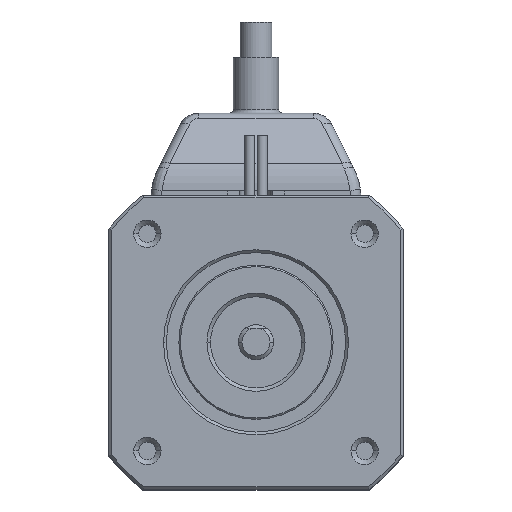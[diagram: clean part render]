
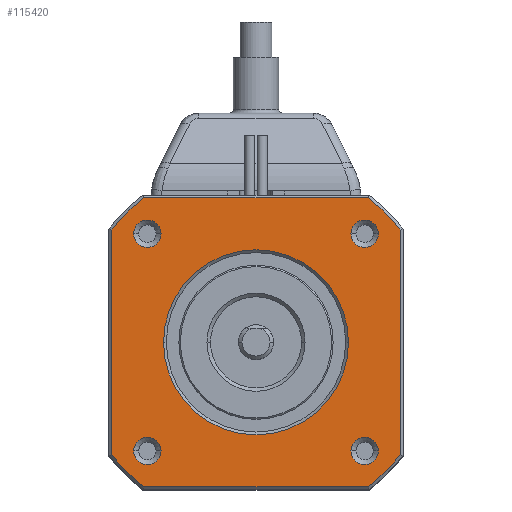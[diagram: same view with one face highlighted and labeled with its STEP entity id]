
A CAD part, top view. The second image highlights one B-rep face of the part: STEP entity #115420.
In plain terms, the highlighted planar face has unit normal (0, 0, 1).
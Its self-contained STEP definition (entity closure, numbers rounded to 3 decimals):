
#31010=CARTESIAN_POINT('',(-13.55,-15.5,0.));
#31020=VERTEX_POINT('',#31010);
#31050=CARTESIAN_POINT('',(-15.5,-15.5,0.));
#31060=DIRECTION('',(-0.,-0.,-1.));
#31070=DIRECTION('',(1.,0.,0.));
#31080=AXIS2_PLACEMENT_3D('',#31050,#31060,#31070);
#31090=CIRCLE('',#31080,1.95);
#31100=CARTESIAN_POINT('',(-17.45,-15.5,0.));
#31110=VERTEX_POINT('',#31100);
#31120=EDGE_CURVE('',#31020,#31110,#31090,.T.);
#39640=CARTESIAN_POINT('',(-15.5,15.5,0.));
#39650=DIRECTION('',(-0.,-0.,-1.));
#39660=DIRECTION('',(1.,0.,0.));
#39670=AXIS2_PLACEMENT_3D('',#39640,#39650,#39660);
#39680=CIRCLE('',#39670,1.95);
#39690=CARTESIAN_POINT('',(-15.5,17.45,0.));
#39700=VERTEX_POINT('',#39690);
#39710=CARTESIAN_POINT('',(-13.55,15.5,0.));
#39720=VERTEX_POINT('',#39710);
#39730=EDGE_CURVE('',#39700,#39720,#39680,.T.);
#39960=CARTESIAN_POINT('',(-17.45,15.5,0.));
#39970=VERTEX_POINT('',#39960);
#40000=EDGE_CURVE('',#39970,#39700,#39680,.T.);
#61240=CARTESIAN_POINT('',(17.45,15.5,0.));
#61250=VERTEX_POINT('',#61240);
#61330=CARTESIAN_POINT('',(13.55,15.5,0.));
#61340=VERTEX_POINT('',#61330);
#61370=CARTESIAN_POINT('',(15.5,15.5,0.));
#61380=DIRECTION('',(-0.,-0.,-1.));
#61390=DIRECTION('',(1.,0.,0.));
#61400=AXIS2_PLACEMENT_3D('',#61370,#61380,#61390);
#61410=CIRCLE('',#61400,1.95);
#61420=EDGE_CURVE('',#61340,#61250,#61410,.T.);
#75890=CARTESIAN_POINT('',(20.6,-16.027,0.));
#75900=VERTEX_POINT('',#75890);
#75930=CARTESIAN_POINT('',(20.6,0.,-0.));
#75940=DIRECTION('',(0.,-1.,0.));
#75950=VECTOR('',#75940,1.);
#75960=LINE('',#75930,#75950);
#75970=CARTESIAN_POINT('',(20.6,16.027,0.));
#75980=VERTEX_POINT('',#75970);
#75990=EDGE_CURVE('',#75980,#75900,#75960,.T.);
#79810=CARTESIAN_POINT('',(15.5,-15.5,0.));
#79820=DIRECTION('',(-0.,-0.,-1.));
#79830=DIRECTION('',(1.,0.,0.));
#79840=AXIS2_PLACEMENT_3D('',#79810,#79820,#79830);
#79850=CIRCLE('',#79840,1.95);
#79860=CARTESIAN_POINT('',(15.5,-17.45,0.));
#79870=VERTEX_POINT('',#79860);
#79880=CARTESIAN_POINT('',(13.55,-15.5,0.));
#79890=VERTEX_POINT('',#79880);
#79900=EDGE_CURVE('',#79870,#79890,#79850,.T.);
#80040=CARTESIAN_POINT('',(17.45,-15.5,0.));
#80050=VERTEX_POINT('',#80040);
#80080=EDGE_CURVE('',#80050,#79870,#79850,.T.);
#83550=CARTESIAN_POINT('',(16.027,20.6,0.));
#83560=VERTEX_POINT('',#83550);
#83590=CARTESIAN_POINT('',(0.,20.6,0.));
#83600=DIRECTION('',(1.,0.,-0.));
#83610=VECTOR('',#83600,1.);
#83620=LINE('',#83590,#83610);
#83630=CARTESIAN_POINT('',(-16.027,20.6,
0.));
#83640=VERTEX_POINT('',#83630);
#83650=EDGE_CURVE('',#83640,#83560,#83620,.T.);
#85340=CARTESIAN_POINT('',(0.,0.,
0.));
#85350=DIRECTION('',(-0.,-0.,1.));
#85360=DIRECTION('',(-1.,0.,-0.));
#85370=AXIS2_PLACEMENT_3D('',#85340,#85350,#85360);
#85380=CIRCLE('',#85370,26.1);
#85390=EDGE_CURVE('',#75980,#83560,#85380,.T.);
#86900=CARTESIAN_POINT('',(0.,0.,0.)
);
#86910=DIRECTION('',(-0.,-0.,1.));
#86920=DIRECTION('',(-1.,0.,-0.));
#86930=AXIS2_PLACEMENT_3D('',#86900,#86910,#86920);
#86940=CIRCLE('',#86930,26.1);
#86950=CARTESIAN_POINT('',(-20.6,16.027,0.));
#86960=VERTEX_POINT('',#86950);
#86970=EDGE_CURVE('',#83640,#86960,#86940,.T.);
#99990=CARTESIAN_POINT('',(16.027,-20.6,0.));
#100000=VERTEX_POINT('',#99990);
#100030=CARTESIAN_POINT('',(0.,0.,
0.));
#100040=DIRECTION('',(-0.,-0.,1.));
#100050=DIRECTION('',(-1.,0.,-0.));
#100060=AXIS2_PLACEMENT_3D('',#100030,#100040,#100050);
#100070=CIRCLE('',#100060,26.1);
#100080=EDGE_CURVE('',#100000,#75900,#100070,.T.);
#107720=CARTESIAN_POINT('',(-13.2,0.,
0.));
#107730=VERTEX_POINT('',#107720);
#107760=CARTESIAN_POINT('',(0.,0.,
0.));
#107770=DIRECTION('',(-0.,-0.,-1.));
#107780=DIRECTION('',(1.,0.,0.));
#107790=AXIS2_PLACEMENT_3D('',#107760,#107770,#107780);
#107800=CIRCLE('',#107790,13.2);
#107810=CARTESIAN_POINT('',(13.2,0.,
0.));
#107820=VERTEX_POINT('',#107810);
#107830=EDGE_CURVE('',#107730,#107820,#107800,.T.);
#114800=CARTESIAN_POINT('',(-20.6,-20.6,0.));
#114810=DIRECTION('',(0.,0.,1.));
#114820=DIRECTION('',(1.,0.,-0.));
#114830=AXIS2_PLACEMENT_3D('',#114800,#114810,#114820);
#114840=PLANE('',#114830);
#114850=CARTESIAN_POINT('',(0.,0.,0.
));
#114860=DIRECTION('',(-0.,-0.,1.));
#114870=DIRECTION('',(-1.,0.,-0.));
#114880=AXIS2_PLACEMENT_3D('',#114850,#114860,#114870);
#114890=CIRCLE('',#114880,26.1);
#114900=CARTESIAN_POINT('',(-20.6,-16.027,
0.));
#114910=VERTEX_POINT('',#114900);
#114920=CARTESIAN_POINT('',(-16.027,-20.6,0.));
#114930=VERTEX_POINT('',#114920);
#114940=EDGE_CURVE('',#114910,#114930,#114890,.T.);
#114950=ORIENTED_EDGE('',*,*,#114940,.T.);
#114960=CARTESIAN_POINT('',(-20.6,0.,0.));
#114970=DIRECTION('',(0.,1.,-0.));
#114980=VECTOR('',#114970,1.);
#114990=LINE('',#114960,#114980);
#115000=EDGE_CURVE('',#114910,#86960,#114990,.T.);
#115010=ORIENTED_EDGE('',*,*,#115000,.F.);
#115020=ORIENTED_EDGE('',*,*,#86970,.T.);
#115030=ORIENTED_EDGE('',*,*,#83650,.F.);
#115040=ORIENTED_EDGE('',*,*,#85390,.T.);
#115050=ORIENTED_EDGE('',*,*,#75990,.F.);
#115060=ORIENTED_EDGE('',*,*,#100080,.T.);
#115070=CARTESIAN_POINT('',(0.,-20.6,0.));
#115080=DIRECTION('',(-1.,0.,0.));
#115090=VECTOR('',#115080,1.);
#115100=LINE('',#115070,#115090);
#115110=EDGE_CURVE('',#100000,#114930,#115100,.T.);
#115120=ORIENTED_EDGE('',*,*,#115110,.F.);
#115130=EDGE_LOOP('',(#115120,#115060,#115050,#115040,#115030,#115020,
#115010,#114950));
#115140=FACE_OUTER_BOUND('',#115130,.T.);
#115150=EDGE_CURVE('',#61250,#61340,#61410,.T.);
#115160=ORIENTED_EDGE('',*,*,#115150,.T.);
#115170=ORIENTED_EDGE('',*,*,#61420,.T.);
#115180=EDGE_LOOP('',(#115170,#115160));
#115190=FACE_BOUND('',#115180,.T.);
#115200=EDGE_CURVE('',#39720,#39970,#39680,.T.);
#115210=ORIENTED_EDGE('',*,*,#115200,.T.);
#115220=ORIENTED_EDGE('',*,*,#39730,.T.);
#115230=ORIENTED_EDGE('',*,*,#40000,.T.);
#115240=EDGE_LOOP('',(#115230,#115220,#115210));
#115250=FACE_BOUND('',#115240,.T.);
#115260=EDGE_CURVE('',#31110,#31020,#31090,.T.);
#115270=ORIENTED_EDGE('',*,*,#115260,.T.);
#115280=ORIENTED_EDGE('',*,*,#31120,.T.);
#115290=EDGE_LOOP('',(#115280,#115270));
#115300=FACE_BOUND('',#115290,.T.);
#115310=EDGE_CURVE('',#79890,#80050,#79850,.T.);
#115320=ORIENTED_EDGE('',*,*,#115310,.T.);
#115330=ORIENTED_EDGE('',*,*,#79900,.T.);
#115340=ORIENTED_EDGE('',*,*,#80080,.T.);
#115350=EDGE_LOOP('',(#115340,#115330,#115320));
#115360=FACE_BOUND('',#115350,.T.);
#115370=ORIENTED_EDGE('',*,*,#107830,.T.);
#115380=EDGE_CURVE('',#107820,#107730,#107800,.T.);
#115390=ORIENTED_EDGE('',*,*,#115380,.T.);
#115400=EDGE_LOOP('',(#115390,#115370));
#115410=FACE_BOUND('',#115400,.T.);
#115420=ADVANCED_FACE('',(#115140,#115190,#115250,#115300,#115360,
#115410),#114840,.T.);
